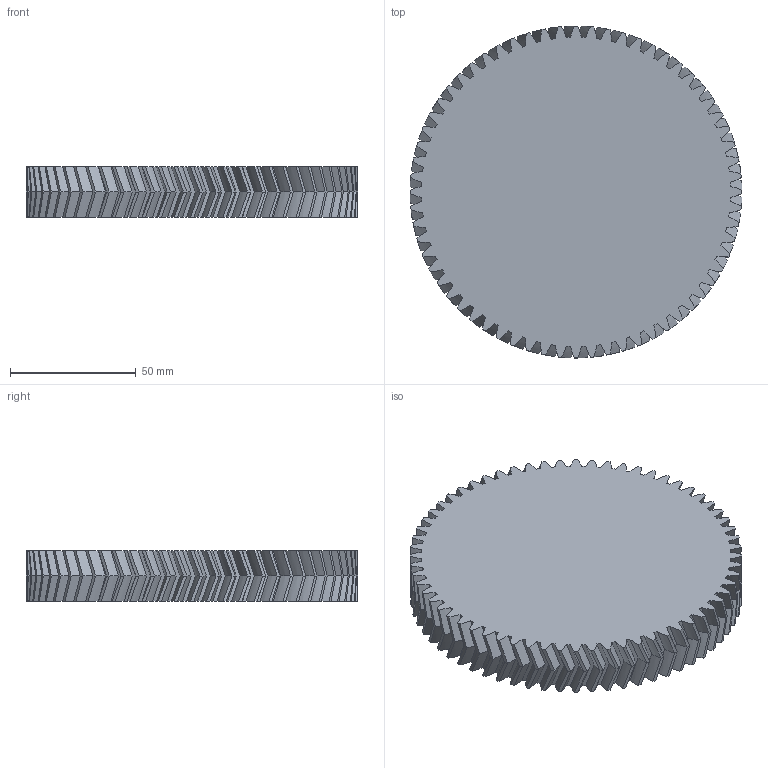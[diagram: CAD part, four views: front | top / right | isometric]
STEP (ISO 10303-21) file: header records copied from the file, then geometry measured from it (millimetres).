
FILE_DESCRIPTION(/* description */ ('STEP AP242','CAx-IF Rec.Pracs.---Representation and Presentation of Product Manufacturing Information (PMI)---4.0---2014-10-13','CAx-IF Rec.Pracs.---3D Tessellated Geometry---0.4---2014-09-14','2;1'),/* implementation_level */ '2;1');
FILE_NAME(/* name */ '67bb820587b86d1ce3955805',/* time_stamp */ '2025-02-23T20:16:07Z',/* author */ (''),/* organization */ (''),/* preprocessor_version */ 'ST-DEVELOPER v20',/* originating_system */ 'ONSHAPE BY PTC INC, 1.194',/* authorisation */ ' ');
FILE_SCHEMA (('AP242_MANAGED_MODEL_BASED_3D_ENGINEERING_MIM_LF { 1 0 10303 442 1 1 4 }'));
Products named in the file (1): Helical 2M 64T
Bounding box: 131.99 x 131.99 x 20 mm (x, y, z)
Volume: 255339.2 mm3; surface area: 42265.1 mm2
Topology: 1 solids, 1 shells, 450 faces, 1216 edges, 768 vertices
Faces by surface type: bspline 384, cylinder 64, plane 2
Entity records: 32750 total; most frequent: CARTESIAN_POINT 25219, ORIENTED_EDGE 2432, EDGE_CURVE 1216, VERTEX_POINT 768, DIRECTION 582, EDGE_LOOP 450, FACE_BOUND 450, ADVANCED_FACE 450
